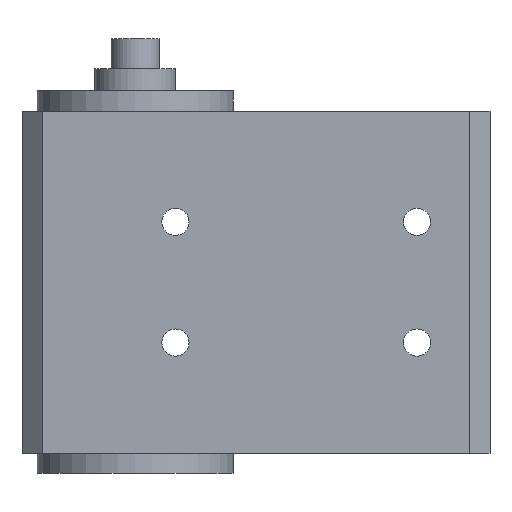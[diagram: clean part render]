
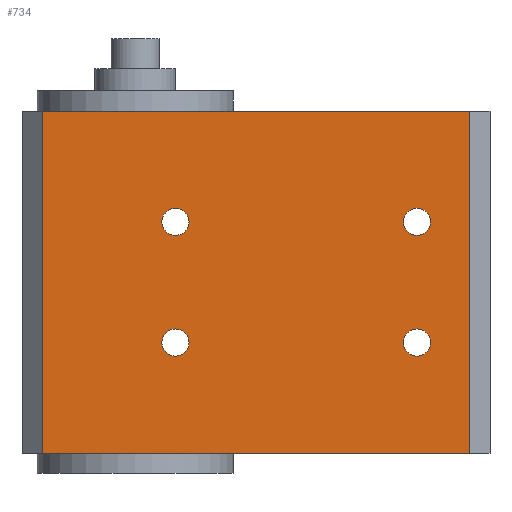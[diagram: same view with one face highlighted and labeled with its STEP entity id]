
A CAD part, left-side view. The second image highlights one B-rep face of the part: STEP entity #734.
In plain terms, the highlighted planar face has unit normal (-1, 0, 0).
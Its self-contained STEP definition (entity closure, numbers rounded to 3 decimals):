
#45=FACE_BOUND('',#185,.T.);
#46=FACE_BOUND('',#186,.T.);
#47=FACE_BOUND('',#187,.T.);
#48=FACE_BOUND('',#188,.T.);
#82=PLANE('',#845);
#126=FACE_OUTER_BOUND('',#184,.T.);
#184=EDGE_LOOP('',(#633,#634,#635,#636));
#185=EDGE_LOOP('',(#637));
#186=EDGE_LOOP('',(#638));
#187=EDGE_LOOP('',(#639));
#188=EDGE_LOOP('',(#640));
#228=LINE('',#1222,#274);
#248=LINE('',#1261,#294);
#249=LINE('',#1263,#295);
#250=LINE('',#1264,#296);
#274=VECTOR('',#1031,10.);
#294=VECTOR('',#1063,10.);
#295=VECTOR('',#1066,10.);
#296=VECTOR('',#1067,10.);
#314=CIRCLE('',#794,1.35);
#316=CIRCLE('',#797,1.35);
#318=CIRCLE('',#800,1.35);
#320=CIRCLE('',#803,1.35);
#358=VERTEX_POINT('',#1132);
#360=VERTEX_POINT('',#1138);
#362=VERTEX_POINT('',#1144);
#364=VERTEX_POINT('',#1150);
#385=VERTEX_POINT('',#1218);
#387=VERTEX_POINT('',#1221);
#399=VERTEX_POINT('',#1257);
#400=VERTEX_POINT('',#1259);
#427=EDGE_CURVE('',#358,#358,#314,.T.);
#430=EDGE_CURVE('',#360,#360,#316,.T.);
#433=EDGE_CURVE('',#362,#362,#318,.T.);
#436=EDGE_CURVE('',#364,#364,#320,.T.);
#468=EDGE_CURVE('',#385,#387,#228,.T.);
#488=EDGE_CURVE('',#399,#400,#248,.T.);
#489=EDGE_CURVE('',#399,#385,#249,.T.);
#490=EDGE_CURVE('',#387,#400,#250,.T.);
#633=ORIENTED_EDGE('',*,*,#489,.F.);
#634=ORIENTED_EDGE('',*,*,#488,.T.);
#635=ORIENTED_EDGE('',*,*,#490,.F.);
#636=ORIENTED_EDGE('',*,*,#468,.F.);
#637=ORIENTED_EDGE('',*,*,#427,.T.);
#638=ORIENTED_EDGE('',*,*,#430,.T.);
#639=ORIENTED_EDGE('',*,*,#433,.T.);
#640=ORIENTED_EDGE('',*,*,#436,.T.);
#734=ADVANCED_FACE('',(#126,#45,#46,#47,#48),#82,.T.);
#794=AXIS2_PLACEMENT_3D('',#1134,#927,#928);
#797=AXIS2_PLACEMENT_3D('',#1140,#934,#935);
#800=AXIS2_PLACEMENT_3D('',#1146,#941,#942);
#803=AXIS2_PLACEMENT_3D('',#1152,#948,#949);
#845=AXIS2_PLACEMENT_3D('',#1262,#1064,#1065);
#927=DIRECTION('center_axis',(1.,0.,0.));
#928=DIRECTION('ref_axis',(0.,0.,-1.));
#934=DIRECTION('center_axis',(1.,0.,0.));
#935=DIRECTION('ref_axis',(0.,0.,-1.));
#941=DIRECTION('center_axis',(1.,0.,0.));
#942=DIRECTION('ref_axis',(0.,0.,-1.));
#948=DIRECTION('center_axis',(1.,0.,0.));
#949=DIRECTION('ref_axis',(0.,0.,-1.));
#1031=DIRECTION('',(0.,0.,-1.));
#1063=DIRECTION('',(0.,0.,-1.));
#1064=DIRECTION('center_axis',(-1.,0.,0.));
#1065=DIRECTION('ref_axis',(0.,1.,0.));
#1066=DIRECTION('',(0.,-1.,0.));
#1067=DIRECTION('',(0.,1.,0.));
#1132=CARTESIAN_POINT('',(-14.25,-4.,-21.65));
#1134=CARTESIAN_POINT('Origin',(-14.25,-4.,-23.));
#1138=CARTESIAN_POINT('',(-14.25,-4.,-9.65));
#1140=CARTESIAN_POINT('Origin',(-14.25,-4.,-11.));
#1144=CARTESIAN_POINT('',(-14.25,-28.,-21.65));
#1146=CARTESIAN_POINT('Origin',(-14.25,-28.,-23.));
#1150=CARTESIAN_POINT('',(-14.25,-28.,-9.65));
#1152=CARTESIAN_POINT('Origin',(-14.25,-28.,-11.));
#1218=CARTESIAN_POINT('',(-14.25,-33.25,0.));
#1221=CARTESIAN_POINT('',(-14.25,-33.25,-34.));
#1222=CARTESIAN_POINT('',(-14.25,-33.25,0.));
#1257=CARTESIAN_POINT('',(-14.25,9.25,0.));
#1259=CARTESIAN_POINT('',(-14.25,9.25,-34.));
#1261=CARTESIAN_POINT('',(-14.25,9.25,0.));
#1262=CARTESIAN_POINT('Origin',(-14.25,-33.25,0.));
#1263=CARTESIAN_POINT('',(-14.25,9.25,0.));
#1264=CARTESIAN_POINT('',(-14.25,9.25,-34.));
